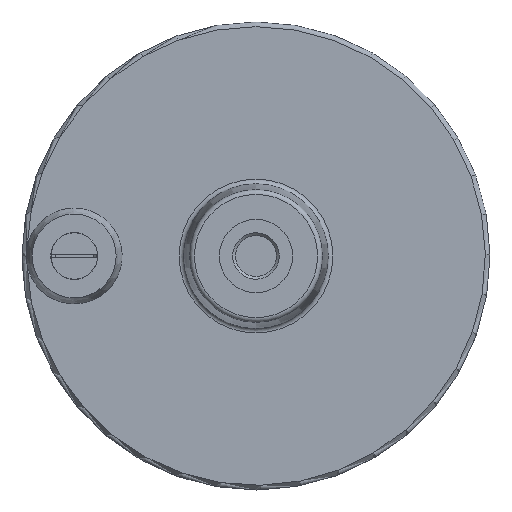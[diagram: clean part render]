
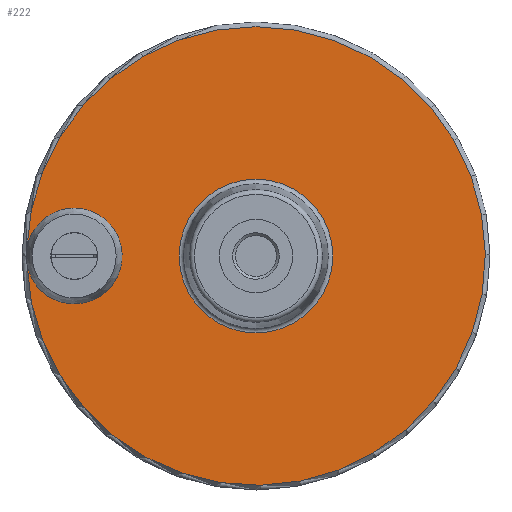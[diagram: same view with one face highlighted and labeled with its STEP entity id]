
A CAD part, front view. The second image highlights one B-rep face of the part: STEP entity #222.
In plain terms, the highlighted planar face has unit normal (0, -1, 0).
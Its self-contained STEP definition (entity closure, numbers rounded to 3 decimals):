
#222 = ADVANCED_FACE( '', ( #478, #479 ), #480, .F. );
#478 = FACE_OUTER_BOUND( '', #734, .T. );
#479 = FACE_BOUND( '', #735, .T. );
#480 = PLANE( '', #736 );
#734 = EDGE_LOOP( '', ( #1261, #1262 ) );
#735 = EDGE_LOOP( '', ( #1263 ) );
#736 = AXIS2_PLACEMENT_3D( '', #1264, #1265, #1266 );
#1261 = ORIENTED_EDGE( '', *, *, #1391, .F. );
#1262 = ORIENTED_EDGE( '', *, *, #1482, .F. );
#1263 = ORIENTED_EDGE( '', *, *, #1459, .T. );
#1264 = CARTESIAN_POINT( '', ( 35.776, -3.5, 0. ) );
#1265 = DIRECTION( '', ( 0., 1., 0. ) );
#1266 = DIRECTION( '', ( 0., 0., 1. ) );
#1391 = EDGE_CURVE( '', #1653, #1654, #1655, .T. );
#1459 = EDGE_CURVE( '', #1751, #1751, #1752, .T. );
#1482 = EDGE_CURVE( '', #1654, #1653, #1783, .F. );
#1653 = VERTEX_POINT( '', #2108 );
#1654 = VERTEX_POINT( '', #2109 );
#1655 = CIRCLE( '', #2110, 78.208 );
#1751 = VERTEX_POINT( '', #2417 );
#1752 = CIRCLE( '', #2418, 26.224 );
#1783 = CIRCLE( '', #2496, 16.338 );
#2108 = CARTESIAN_POINT( '', ( -16.173, -3.5, 2.316 ) );
#2109 = CARTESIAN_POINT( '', ( -16.173, -3.5, -2.316 ) );
#2110 = AXIS2_PLACEMENT_3D( '', #2699, #2700, #2701 );
#2417 = CARTESIAN_POINT( '', ( 62., -3.5, 26.224 ) );
#2418 = AXIS2_PLACEMENT_3D( '', #2781, #2782, #2783 );
#2496 = AXIS2_PLACEMENT_3D( '', #2809, #2810, #2811 );
#2699 = CARTESIAN_POINT( '', ( 62., -3.5, 0. ) );
#2700 = DIRECTION( '', ( 0., 1., 0. ) );
#2701 = DIRECTION( '', ( 0., 0., 1. ) );
#2781 = CARTESIAN_POINT( '', ( 62., -3.5, 0. ) );
#2782 = DIRECTION( '', ( 0., 1., 0. ) );
#2783 = DIRECTION( '', ( 0., 0., 1. ) );
#2809 = CARTESIAN_POINT( '', ( 0., -3.5, 0. ) );
#2810 = DIRECTION( '', ( 0., 1., 0. ) );
#2811 = DIRECTION( '', ( 0., 0., 1. ) );
